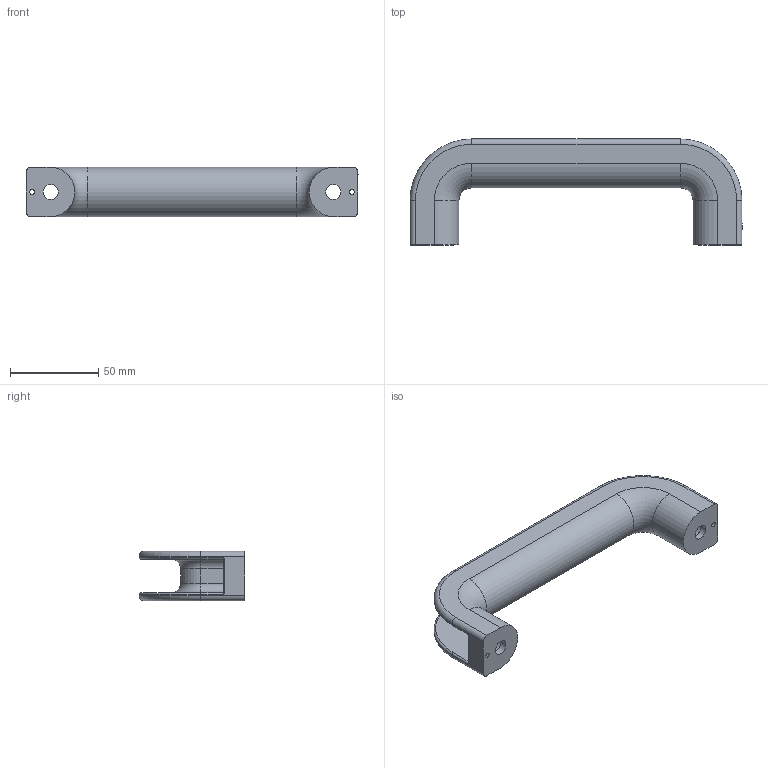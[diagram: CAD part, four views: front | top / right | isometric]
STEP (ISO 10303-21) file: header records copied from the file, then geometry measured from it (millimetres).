
FILE_DESCRIPTION((''),'2;1');
FILE_NAME('Syskomp 402750012 Handgriff PA160.stp','2013-10-10T08:54:50',('mstrom'),(''),'Autodesk Inventor 2012','Autodesk Inventor 2012','');
FILE_SCHEMA(('AUTOMOTIVE_DESIGN { 1 0 10303 214 1 1 1 1 }'));
Length unit declared in the file: millimetre
Products named in the file (1): Syskomp 402750012 Handgriff PA160
Bounding box: 188 x 60 x 28 mm (x, y, z)
Volume: 65483.1 mm3; surface area: 34111.8 mm2
Topology: 1 solids, 1 shells, 126 faces, 294 edges, 168 vertices
Faces by surface type: cylinder 41, plane 41, torus 40, bspline 4
Full cylindrical faces by diameter (mm): 2.7 x2, 8.5 x2, 16.166 x2
Entity records: 3770 total; most frequent: CARTESIAN_POINT 921, DIRECTION 626, ORIENTED_EDGE 556, EDGE_CURVE 278, AXIS2_PLACEMENT_3D 257, VERTEX_POINT 168, EDGE_LOOP 148, CIRCLE 134
